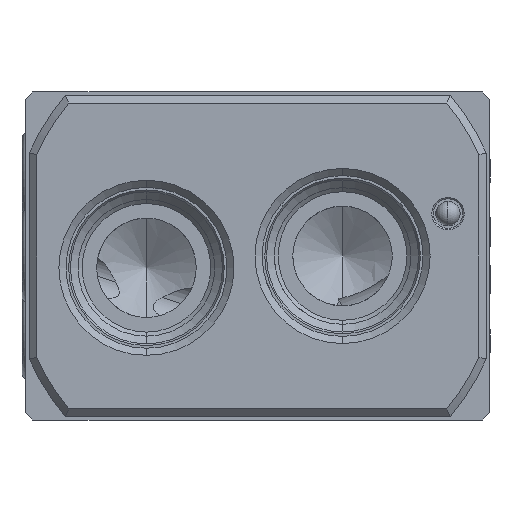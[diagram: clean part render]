
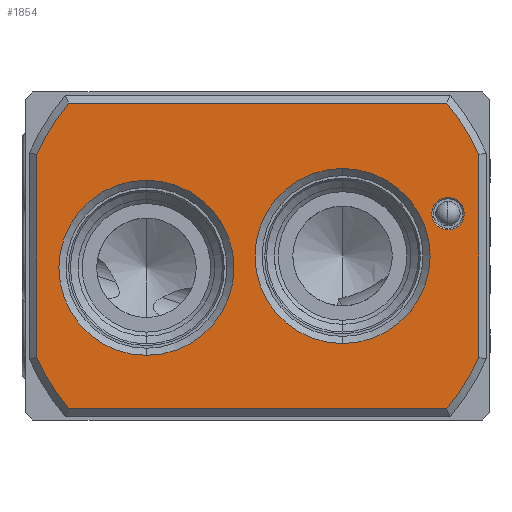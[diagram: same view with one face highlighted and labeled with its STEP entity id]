
A CAD part, left-side view. The second image highlights one B-rep face of the part: STEP entity #1854.
In plain terms, the highlighted planar face has unit normal (-1, 0, 0).
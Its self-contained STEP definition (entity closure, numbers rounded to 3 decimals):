
#200 = CIRCLE ( 'NONE', #11885, 33. ) ;
#273 = EDGE_CURVE ( 'NONE', #6500, #8106, #4083, .T. ) ;
#782 = ORIENTED_EDGE ( 'NONE', *, *, #273, .T. ) ;
#921 = VERTEX_POINT ( 'NONE', #5968 ) ;
#1690 = ORIENTED_EDGE ( 'NONE', *, *, #10446, .T. ) ;
#1847 = VECTOR ( 'NONE', #10450, 1000. ) ;
#1854 = ADVANCED_FACE ( 'NONE', ( #13220, #3812, #14585, #22056 ), #5990, .T. ) ;
#1855 = CARTESIAN_POINT ( 'NONE',  ( -37.3, -57.3, 30.2 ) ) ;
#1961 = DIRECTION ( 'NONE',  ( 0., 0., 1. ) ) ;
#2177 = CARTESIAN_POINT ( 'NONE',  ( -37.3, -31.5, 22.25 ) ) ;
#2242 = VERTEX_POINT ( 'NONE', #4347 ) ;
#2275 = CARTESIAN_POINT ( 'NONE',  ( -37.3, -31.5, 22.25 ) ) ;
#2497 = DIRECTION ( 'NONE',  ( 0., 0., 1. ) ) ;
#2643 = EDGE_LOOP ( 'NONE', ( #13726, #22256, #1690, #7441, #10062, #15878, #18045, #782 ) ) ;
#3349 = AXIS2_PLACEMENT_3D ( 'NONE', #18943, #20718, #15169 ) ;
#3605 = DIRECTION ( 'NONE',  ( 0., 0., 1. ) ) ;
#3812 = FACE_BOUND ( 'NONE', #8308, .T. ) ;
#3906 = CIRCLE ( 'NONE', #8607, 33. ) ;
#4083 = LINE ( 'NONE', #18126, #9313 ) ;
#4174 = AXIS2_PLACEMENT_3D ( 'NONE', #22271, #22352, #9744 ) ;
#4347 = CARTESIAN_POINT ( 'NONE',  ( -37.3, -57.16, 1.5 ) ) ;
#4470 = CIRCLE ( 'NONE', #18926, 11.875 ) ;
#4864 = VERTEX_POINT ( 'NONE', #16679 ) ;
#5219 = EDGE_CURVE ( 'NONE', #21487, #17643, #12406, .T. ) ;
#5222 = VERTEX_POINT ( 'NONE', #11915 ) ;
#5282 = VECTOR ( 'NONE', #8479, 1000. ) ;
#5663 = DIRECTION ( 'NONE',  ( 0., 0., 1. ) ) ;
#5771 = CARTESIAN_POINT ( 'NONE',  ( -37.3, -1.5, 8.502 ) ) ;
#5826 = LINE ( 'NONE', #20926, #5282 ) ;
#5968 = CARTESIAN_POINT ( 'NONE',  ( -37.3, -61.5, 8.502 ) ) ;
#5990 = PLANE ( 'NONE',  #16329 ) ;
#6500 = VERTEX_POINT ( 'NONE', #8577 ) ;
#6507 = LINE ( 'NONE', #21110, #1847 ) ;
#6878 = CARTESIAN_POINT ( 'NONE',  ( -37.3, -31.5, 22.25 ) ) ;
#6948 = CARTESIAN_POINT ( 'NONE',  ( -37.3, -43., 34.125 ) ) ;
#7186 = VERTEX_POINT ( 'NONE', #16762 ) ;
#7441 = ORIENTED_EDGE ( 'NONE', *, *, #15403, .T. ) ;
#7531 = CARTESIAN_POINT ( 'NONE',  ( -37.3, -57.3, 28. ) ) ;
#7533 = DIRECTION ( 'NONE',  ( 0., 0., -1. ) ) ;
#8106 = VERTEX_POINT ( 'NONE', #5771 ) ;
#8308 = EDGE_LOOP ( 'NONE', ( #18851, #18844 ) ) ;
#8479 = DIRECTION ( 'NONE',  ( 0., 1., 0. ) ) ;
#8577 = CARTESIAN_POINT ( 'NONE',  ( -37.3, -1.5, 35.998 ) ) ;
#8607 = AXIS2_PLACEMENT_3D ( 'NONE', #16445, #18291, #2497 ) ;
#9083 = DIRECTION ( 'NONE',  ( 1., 0., 0. ) ) ;
#9127 = EDGE_LOOP ( 'NONE', ( #16740, #20038 ) ) ;
#9313 = VECTOR ( 'NONE', #7533, 1000. ) ;
#9711 = VERTEX_POINT ( 'NONE', #17962 ) ;
#9744 = DIRECTION ( 'NONE',  ( 0., 0., 1. ) ) ;
#10062 = ORIENTED_EDGE ( 'NONE', *, *, #11519, .T. ) ;
#10083 = EDGE_CURVE ( 'NONE', #4864, #20663, #5826, .T. ) ;
#10192 = AXIS2_PLACEMENT_3D ( 'NONE', #7531, #9083, #19849 ) ;
#10402 = ORIENTED_EDGE ( 'NONE', *, *, #21882, .F. ) ;
#10424 = DIRECTION ( 'NONE',  ( 0., 0., 1. ) ) ;
#10446 = EDGE_CURVE ( 'NONE', #2242, #921, #3906, .T. ) ;
#10450 = DIRECTION ( 'NONE',  ( 0., -1., 0. ) ) ;
#10595 = AXIS2_PLACEMENT_3D ( 'NONE', #12646, #21210, #3605 ) ;
#10850 = CIRCLE ( 'NONE', #11366, 33. ) ;
#11106 = CARTESIAN_POINT ( 'NONE',  ( -37.3, -43., 10.375 ) ) ;
#11366 = AXIS2_PLACEMENT_3D ( 'NONE', #6878, #19253, #21019 ) ;
#11519 = EDGE_CURVE ( 'NONE', #9711, #4864, #20199, .T. ) ;
#11885 = AXIS2_PLACEMENT_3D ( 'NONE', #2177, #14505, #5663 ) ;
#11915 = CARTESIAN_POINT ( 'NONE',  ( -37.3, -5.84, 1.5 ) ) ;
#11973 = EDGE_CURVE ( 'NONE', #13596, #7186, #18357, .T. ) ;
#12406 = CIRCLE ( 'NONE', #3349, 11.875 ) ;
#12646 = CARTESIAN_POINT ( 'NONE',  ( -37.3, -43., 22.25 ) ) ;
#12747 = CIRCLE ( 'NONE', #21900, 2.2 ) ;
#12753 = DIRECTION ( 'NONE',  ( -1., 0., 0. ) ) ;
#13220 = FACE_OUTER_BOUND ( 'NONE', #2643, .T. ) ;
#13596 = VERTEX_POINT ( 'NONE', #17353 ) ;
#13722 = DIRECTION ( 'NONE',  ( -1., 0., 0. ) ) ;
#13726 = ORIENTED_EDGE ( 'NONE', *, *, #19407, .T. ) ;
#13814 = EDGE_CURVE ( 'NONE', #20663, #6500, #10850, .T. ) ;
#13998 = EDGE_CURVE ( 'NONE', #22713, #18266, #14737, .T. ) ;
#14505 = DIRECTION ( 'NONE',  ( -1., 0., 0. ) ) ;
#14585 = FACE_BOUND ( 'NONE', #9127, .T. ) ;
#14667 = EDGE_CURVE ( 'NONE', #7186, #13596, #4470, .T. ) ;
#14711 = ORIENTED_EDGE ( 'NONE', *, *, #5219, .F. ) ;
#14737 = CIRCLE ( 'NONE', #10192, 2.2 ) ;
#15169 = DIRECTION ( 'NONE',  ( 0., 0., 1. ) ) ;
#15403 = EDGE_CURVE ( 'NONE', #921, #9711, #21585, .T. ) ;
#15412 = EDGE_CURVE ( 'NONE', #18266, #22713, #12747, .T. ) ;
#15846 = CARTESIAN_POINT ( 'NONE',  ( -37.3, -61.5, 36.214 ) ) ;
#15878 = ORIENTED_EDGE ( 'NONE', *, *, #10083, .T. ) ;
#16329 = AXIS2_PLACEMENT_3D ( 'NONE', #2275, #12753, #18374 ) ;
#16445 = CARTESIAN_POINT ( 'NONE',  ( -37.3, -31.5, 22.25 ) ) ;
#16586 = DIRECTION ( 'NONE',  ( -1., 0., 0. ) ) ;
#16679 = CARTESIAN_POINT ( 'NONE',  ( -37.3, -57.16, 43. ) ) ;
#16740 = ORIENTED_EDGE ( 'NONE', *, *, #14667, .F. ) ;
#16741 = DIRECTION ( 'NONE',  ( 0., 0., 1. ) ) ;
#16762 = CARTESIAN_POINT ( 'NONE',  ( -37.3, -16.4, 32.525 ) ) ;
#17212 = AXIS2_PLACEMENT_3D ( 'NONE', #21701, #16586, #16741 ) ;
#17353 = CARTESIAN_POINT ( 'NONE',  ( -37.3, -16.4, 8.775 ) ) ;
#17643 = VERTEX_POINT ( 'NONE', #6948 ) ;
#17694 = EDGE_LOOP ( 'NONE', ( #10402, #14711 ) ) ;
#17824 = DIRECTION ( 'NONE',  ( 1., 0., 0. ) ) ;
#17962 = CARTESIAN_POINT ( 'NONE',  ( -37.3, -61.5, 35.998 ) ) ;
#17979 = VECTOR ( 'NONE', #1961, 1000. ) ;
#18045 = ORIENTED_EDGE ( 'NONE', *, *, #13814, .T. ) ;
#18126 = CARTESIAN_POINT ( 'NONE',  ( -37.3, -1.5, 8.286 ) ) ;
#18266 = VERTEX_POINT ( 'NONE', #1855 ) ;
#18291 = DIRECTION ( 'NONE',  ( -1., 0., 0. ) ) ;
#18357 = CIRCLE ( 'NONE', #17212, 11.875 ) ;
#18374 = DIRECTION ( 'NONE',  ( 0., 0., 1. ) ) ;
#18844 = ORIENTED_EDGE ( 'NONE', *, *, #13998, .T. ) ;
#18851 = ORIENTED_EDGE ( 'NONE', *, *, #15412, .T. ) ;
#18926 = AXIS2_PLACEMENT_3D ( 'NONE', #20585, #13722, #20812 ) ;
#18943 = CARTESIAN_POINT ( 'NONE',  ( -37.3, -43., 22.25 ) ) ;
#19253 = DIRECTION ( 'NONE',  ( -1., 0., 0. ) ) ;
#19267 = CIRCLE ( 'NONE', #10595, 11.875 ) ;
#19407 = EDGE_CURVE ( 'NONE', #8106, #5222, #200, .T. ) ;
#19849 = DIRECTION ( 'NONE',  ( 0., 0., 1. ) ) ;
#20038 = ORIENTED_EDGE ( 'NONE', *, *, #11973, .F. ) ;
#20199 = CIRCLE ( 'NONE', #4174, 33. ) ;
#20585 = CARTESIAN_POINT ( 'NONE',  ( -37.3, -16.4, 20.65 ) ) ;
#20663 = VERTEX_POINT ( 'NONE', #22802 ) ;
#20718 = DIRECTION ( 'NONE',  ( -1., 0., 0. ) ) ;
#20812 = DIRECTION ( 'NONE',  ( 0., 0., 1. ) ) ;
#20926 = CARTESIAN_POINT ( 'NONE',  ( -37.3, -5.367, 43. ) ) ;
#21019 = DIRECTION ( 'NONE',  ( 0., 0., 1. ) ) ;
#21081 = CARTESIAN_POINT ( 'NONE',  ( -37.3, -57.3, 28. ) ) ;
#21110 = CARTESIAN_POINT ( 'NONE',  ( -37.3, -57.633, 1.5 ) ) ;
#21210 = DIRECTION ( 'NONE',  ( -1., 0., 0. ) ) ;
#21487 = VERTEX_POINT ( 'NONE', #11106 ) ;
#21585 = LINE ( 'NONE', #15846, #17979 ) ;
#21701 = CARTESIAN_POINT ( 'NONE',  ( -37.3, -16.4, 20.65 ) ) ;
#21882 = EDGE_CURVE ( 'NONE', #17643, #21487, #19267, .T. ) ;
#21900 = AXIS2_PLACEMENT_3D ( 'NONE', #21081, #17824, #10424 ) ;
#22056 = FACE_BOUND ( 'NONE', #17694, .T. ) ;
#22112 = CARTESIAN_POINT ( 'NONE',  ( -37.3, -57.3, 25.8 ) ) ;
#22256 = ORIENTED_EDGE ( 'NONE', *, *, #22386, .T. ) ;
#22271 = CARTESIAN_POINT ( 'NONE',  ( -37.3, -31.5, 22.25 ) ) ;
#22352 = DIRECTION ( 'NONE',  ( -1., 0., 0. ) ) ;
#22386 = EDGE_CURVE ( 'NONE', #5222, #2242, #6507, .T. ) ;
#22713 = VERTEX_POINT ( 'NONE', #22112 ) ;
#22802 = CARTESIAN_POINT ( 'NONE',  ( -37.3, -5.84, 43. ) ) ;
